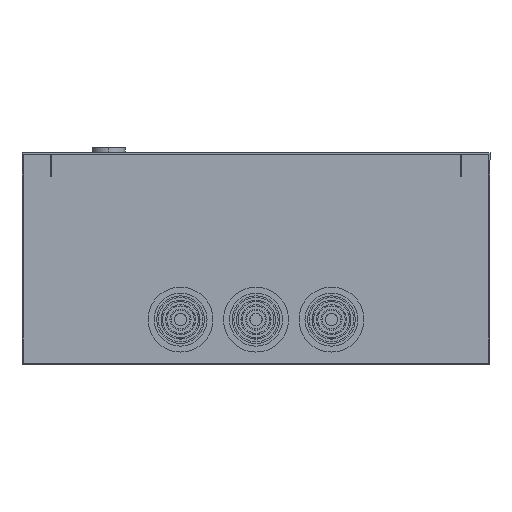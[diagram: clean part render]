
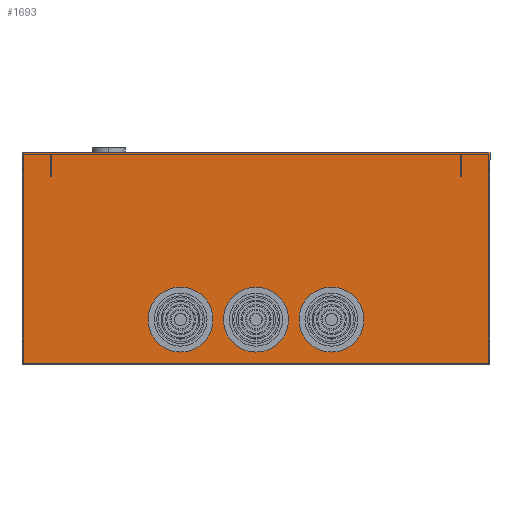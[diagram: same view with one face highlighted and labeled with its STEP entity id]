
A CAD part, front view. The second image highlights one B-rep face of the part: STEP entity #1693.
In plain terms, the highlighted planar face has unit normal (0, -1, 0).
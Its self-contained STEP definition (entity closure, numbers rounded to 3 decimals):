
#1693 = ADVANCED_FACE ( 'NONE', ( #83021, #58879, #121741, #9700 ), #108841, .T. ) ;
#3790 = ORIENTED_EDGE ( 'NONE', *, *, #104325, .T. ) ;
#7113 = LINE ( 'NONE', #117551, #67142 ) ;
#7613 = VERTEX_POINT ( 'NONE', #45187 ) ;
#8121 = VECTOR ( 'NONE', #79643, 1000. ) ;
#9700 = FACE_BOUND ( 'NONE', #16855, .T. ) ;
#11527 = EDGE_CURVE ( 'NONE', #95962, #28696, #7113, .T. ) ;
#12413 = CARTESIAN_POINT ( 'NONE',  ( 0., -417.5, 28.8 ) ) ;
#14309 = ORIENTED_EDGE ( 'NONE', *, *, #15856, .T. ) ;
#15805 = ORIENTED_EDGE ( 'NONE', *, *, #100192, .F. ) ;
#15856 = EDGE_CURVE ( 'NONE', #17347, #159168, #97855, .T. ) ;
#16855 = EDGE_LOOP ( 'NONE', ( #31246, #3790 ) ) ;
#17347 = VERTEX_POINT ( 'NONE', #60072 ) ;
#21669 = DIRECTION ( 'NONE',  ( 1., 0., 0. ) ) ;
#22614 = EDGE_LOOP ( 'NONE', ( #79902, #81841, #15805, #107487 ) ) ;
#27408 = CIRCLE ( 'NONE', #125272, 18.5 ) ;
#28696 = VERTEX_POINT ( 'NONE', #149122 ) ;
#29136 = DIRECTION ( 'NONE',  ( 0., 0., -1. ) ) ;
#31246 = ORIENTED_EDGE ( 'NONE', *, *, #72314, .T. ) ;
#32109 = VERTEX_POINT ( 'NONE', #137798 ) ;
#33663 = CARTESIAN_POINT ( 'NONE',  ( 153.2, -417.5, -0.8 ) ) ;
#34579 = DIRECTION ( 'NONE',  ( 0., 0., 1. ) ) ;
#35570 = AXIS2_PLACEMENT_3D ( 'NONE', #70898, #47532, #34579 ) ;
#35861 = EDGE_LOOP ( 'NONE', ( #14309, #64854 ) ) ;
#38854 = DIRECTION ( 'NONE',  ( 0., 0., -1. ) ) ;
#40441 = DIRECTION ( 'NONE',  ( 0., 1., 0. ) ) ;
#45187 = CARTESIAN_POINT ( 'NONE',  ( 0., -417.5, 10.3 ) ) ;
#46779 = AXIS2_PLACEMENT_3D ( 'NONE', #149413, #40441, #29136 ) ;
#47269 = EDGE_LOOP ( 'NONE', ( #151253, #119909 ) ) ;
#47532 = DIRECTION ( 'NONE',  ( 0., -1., 0. ) ) ;
#49905 = EDGE_CURVE ( 'NONE', #138578, #155357, #116278, .T. ) ;
#51490 = CARTESIAN_POINT ( 'NONE',  ( -155., -417.5, 139.2 ) ) ;
#52280 = AXIS2_PLACEMENT_3D ( 'NONE', #124577, #110851, #100300 ) ;
#53264 = CARTESIAN_POINT ( 'NONE',  ( -50., -417.5, 28.8 ) ) ;
#55762 = VERTEX_POINT ( 'NONE', #154666 ) ;
#55949 = VECTOR ( 'NONE', #21669, 1000. ) ;
#58753 = EDGE_CURVE ( 'NONE', #77839, #32109, #94975, .T. ) ;
#58879 = FACE_BOUND ( 'NONE', #35861, .T. ) ;
#60072 = CARTESIAN_POINT ( 'NONE',  ( -50., -417.5, 10.3 ) ) ;
#63426 = AXIS2_PLACEMENT_3D ( 'NONE', #141970, #80619, #119324 ) ;
#64854 = ORIENTED_EDGE ( 'NONE', *, *, #93189, .T. ) ;
#66891 = AXIS2_PLACEMENT_3D ( 'NONE', #53264, #104822, #91875 ) ;
#67142 = VECTOR ( 'NONE', #154799, 1000. ) ;
#69551 = CARTESIAN_POINT ( 'NONE',  ( 50., -417.5, 47.3 ) ) ;
#70898 = CARTESIAN_POINT ( 'NONE',  ( 153.2, -417.5, 139.2 ) ) ;
#72314 = EDGE_CURVE ( 'NONE', #7613, #55762, #133046, .T. ) ;
#72753 = CARTESIAN_POINT ( 'NONE',  ( 155., -417.5, 139.2 ) ) ;
#72816 = EDGE_CURVE ( 'NONE', #155357, #138578, #27408, .T. ) ;
#77839 = VERTEX_POINT ( 'NONE', #125681 ) ;
#78043 = CIRCLE ( 'NONE', #52280, 18.5 ) ;
#79643 = DIRECTION ( 'NONE',  ( 0., 0., -1. ) ) ;
#79902 = ORIENTED_EDGE ( 'NONE', *, *, #151795, .T. ) ;
#80619 = DIRECTION ( 'NONE',  ( 0., 1., 0. ) ) ;
#81841 = ORIENTED_EDGE ( 'NONE', *, *, #58753, .T. ) ;
#83021 = FACE_OUTER_BOUND ( 'NONE', #22614, .T. ) ;
#85590 = CARTESIAN_POINT ( 'NONE',  ( -50., -417.5, 47.3 ) ) ;
#91875 = DIRECTION ( 'NONE',  ( 0., 0., 1. ) ) ;
#93189 = EDGE_CURVE ( 'NONE', #159168, #17347, #78043, .T. ) ;
#94377 = CARTESIAN_POINT ( 'NONE',  ( 155., -417.5, 139.2 ) ) ;
#94975 = LINE ( 'NONE', #33663, #55949 ) ;
#95962 = VERTEX_POINT ( 'NONE', #94377 ) ;
#97855 = CIRCLE ( 'NONE', #66891, 18.5 ) ;
#100192 = EDGE_CURVE ( 'NONE', #95962, #32109, #112260, .T. ) ;
#100300 = DIRECTION ( 'NONE',  ( 0., 0., 1. ) ) ;
#101905 = DIRECTION ( 'NONE',  ( 0., 1., 0. ) ) ;
#104325 = EDGE_CURVE ( 'NONE', #55762, #7613, #121250, .T. ) ;
#104822 = DIRECTION ( 'NONE',  ( 0., 1., 0. ) ) ;
#107487 = ORIENTED_EDGE ( 'NONE', *, *, #11527, .T. ) ;
#108841 = PLANE ( 'NONE',  #35570 ) ;
#110765 = DIRECTION ( 'NONE',  ( 0., 0., 1. ) ) ;
#110851 = DIRECTION ( 'NONE',  ( 0., 1., 0. ) ) ;
#112260 = LINE ( 'NONE', #72753, #151981 ) ;
#113480 = AXIS2_PLACEMENT_3D ( 'NONE', #12413, #135062, #110765 ) ;
#116278 = CIRCLE ( 'NONE', #46779, 18.5 ) ;
#117551 = CARTESIAN_POINT ( 'NONE',  ( 153.2, -417.5, 139.2 ) ) ;
#119324 = DIRECTION ( 'NONE',  ( 0., 0., 1. ) ) ;
#119909 = ORIENTED_EDGE ( 'NONE', *, *, #49905, .T. ) ;
#121250 = CIRCLE ( 'NONE', #113480, 18.5 ) ;
#121741 = FACE_BOUND ( 'NONE', #47269, .T. ) ;
#124577 = CARTESIAN_POINT ( 'NONE',  ( -50., -417.5, 28.8 ) ) ;
#125272 = AXIS2_PLACEMENT_3D ( 'NONE', #139904, #101905, #127801 ) ;
#125681 = CARTESIAN_POINT ( 'NONE',  ( -155., -417.5, -0.8 ) ) ;
#127801 = DIRECTION ( 'NONE',  ( 0., 0., -1. ) ) ;
#133046 = CIRCLE ( 'NONE', #63426, 18.5 ) ;
#135062 = DIRECTION ( 'NONE',  ( 0., 1., 0. ) ) ;
#137798 = CARTESIAN_POINT ( 'NONE',  ( 155., -417.5, -0.8 ) ) ;
#138578 = VERTEX_POINT ( 'NONE', #69551 ) ;
#139904 = CARTESIAN_POINT ( 'NONE',  ( 50., -417.5, 28.8 ) ) ;
#141970 = CARTESIAN_POINT ( 'NONE',  ( 0., -417.5, 28.8 ) ) ;
#147126 = CARTESIAN_POINT ( 'NONE',  ( 50., -417.5, 10.3 ) ) ;
#149122 = CARTESIAN_POINT ( 'NONE',  ( -155., -417.5, 139.2 ) ) ;
#149413 = CARTESIAN_POINT ( 'NONE',  ( 50., -417.5, 28.8 ) ) ;
#149967 = LINE ( 'NONE', #51490, #8121 ) ;
#151253 = ORIENTED_EDGE ( 'NONE', *, *, #72816, .T. ) ;
#151795 = EDGE_CURVE ( 'NONE', #28696, #77839, #149967, .T. ) ;
#151981 = VECTOR ( 'NONE', #38854, 1000. ) ;
#154666 = CARTESIAN_POINT ( 'NONE',  ( 0., -417.5, 47.3 ) ) ;
#154799 = DIRECTION ( 'NONE',  ( -1., 0., 0. ) ) ;
#155357 = VERTEX_POINT ( 'NONE', #147126 ) ;
#159168 = VERTEX_POINT ( 'NONE', #85590 ) ;
